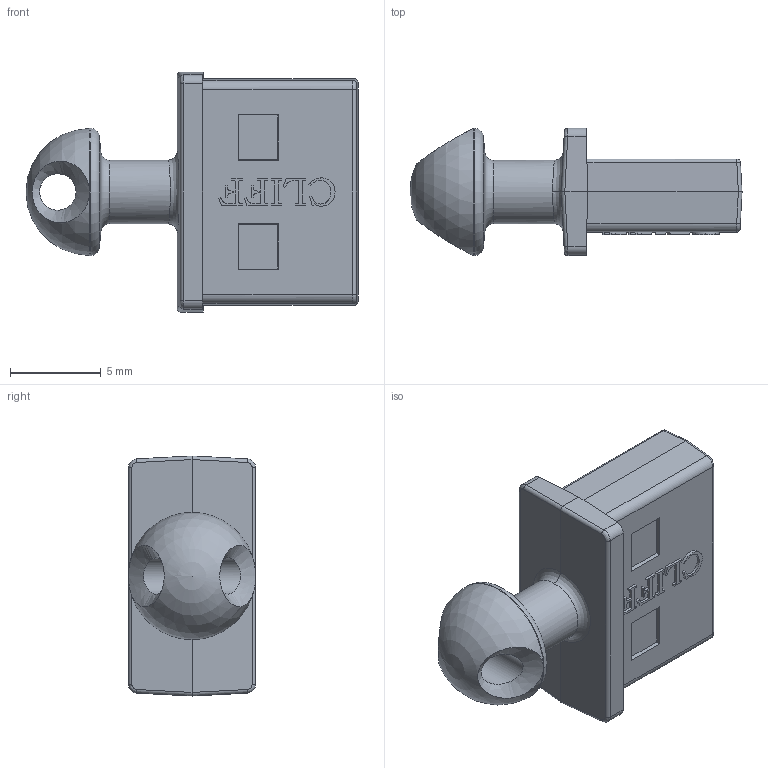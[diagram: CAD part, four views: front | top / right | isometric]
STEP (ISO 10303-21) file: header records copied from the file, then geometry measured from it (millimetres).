
FILE_DESCRIPTION(/* description */ (''),/* implementation_level */ '2;1');
FILE_NAME(/* name */ 'CP30292W USB2+3-A.stp',/* time_stamp */ '2024-06-14T11:47:03+01:00',/* author */ ('tottley'),/* organization */ (''),/* preprocessor_version */ 'ST-DEVELOPER v18.1',/* originating_system */ 'Autodesk Inventor 2022',/* authorisation */ '');
FILE_SCHEMA (('AUTOMOTIVE_DESIGN { 1 0 10303 214 3 1 1 }'));
Length unit declared in the file: millimetre
Products named in the file (1): CP30292 USB2+3-A
Bounding box: 18.26 x 7 x 13.2 mm (x, y, z)
Volume: 493.9 mm3; surface area: 700.1 mm2
Topology: 1 solids, 1 shells, 184 faces, 495 edges, 318 vertices
Faces by surface type: plane 110, bspline 44, cylinder 24, sphere 3, torus 2, cone 1
Full cylindrical faces by diameter (mm): 2 x1, 3.5 x1, 7 x1
Entity records: 6912 total; most frequent: CARTESIAN_POINT 2310, ORIENTED_EDGE 988, DIRECTION 753, EDGE_CURVE 494, LINE 359, VECTOR 359, VERTEX_POINT 318, AXIS2_PLACEMENT_3D 197
